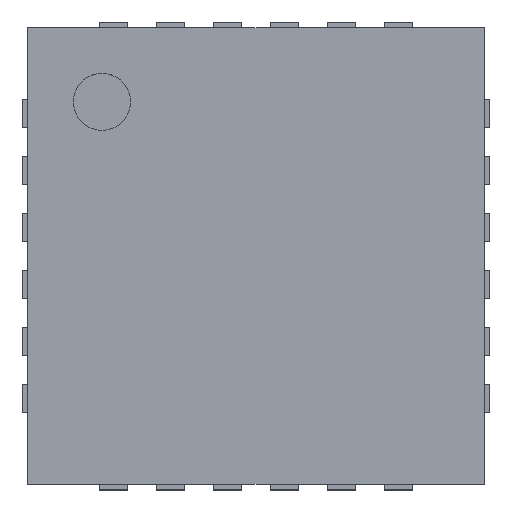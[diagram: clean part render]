
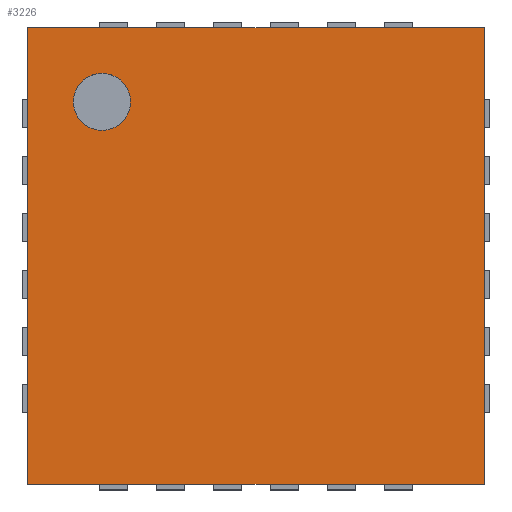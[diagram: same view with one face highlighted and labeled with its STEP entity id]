
A CAD part, top view. The second image highlights one B-rep face of the part: STEP entity #3226.
In plain terms, the highlighted planar face has unit normal (0, 0, 1).
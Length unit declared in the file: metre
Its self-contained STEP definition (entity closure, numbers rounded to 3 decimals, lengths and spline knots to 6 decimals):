
#130=LINE('',#5600,#541);
#153=LINE('',#5639,#564);
#174=LINE('',#5675,#585);
#193=LINE('',#5707,#604);
#541=VECTOR('',#4690,1.);
#564=VECTOR('',#4715,1.);
#585=VECTOR('',#4738,1.);
#604=VECTOR('',#4759,1.);
#1084=ORIENTED_EDGE('',*,*,#1974,.F.);
#1085=ORIENTED_EDGE('',*,*,#1921,.F.);
#1086=ORIENTED_EDGE('',*,*,#1898,.T.);
#1087=ORIENTED_EDGE('',*,*,#1942,.T.);
#1088=ORIENTED_EDGE('',*,*,#1961,.F.);
#1898=EDGE_CURVE('',#2358,#2357,#130,.T.);
#1921=EDGE_CURVE('',#2358,#2373,#153,.T.);
#1942=EDGE_CURVE('',#2357,#2386,#174,.T.);
#1961=EDGE_CURVE('',#2373,#2386,#193,.T.);
#1974=EDGE_CURVE('',#2407,#2407,#2582,.T.);
#2357=VERTEX_POINT('',#5599);
#2358=VERTEX_POINT('',#5601);
#2373=VERTEX_POINT('',#5640);
#2386=VERTEX_POINT('',#5674);
#2407=VERTEX_POINT('',#5730);
#2582=CIRCLE('',#4373,0.00025);
#2614=EDGE_LOOP('',(#1084));
#2615=EDGE_LOOP('',(#1085,#1086,#1087,#1088));
#2775=FACE_BOUND('',#2614,.T.);
#2776=FACE_BOUND('',#2615,.T.);
#2935=PLANE('',#4372);
#3226=ADVANCED_FACE('',(#2775,#2776),#2935,.T.);
#4372=AXIS2_PLACEMENT_3D('',#5728,#4772,#4773);
#4373=AXIS2_PLACEMENT_3D('',#5729,#4774,#4775);
#4690=DIRECTION('',(0.,-1.,0.));
#4715=DIRECTION('',(1.,0.,0.));
#4738=DIRECTION('',(1.,0.,0.));
#4759=DIRECTION('',(0.,-1.,0.));
#4772=DIRECTION('',(0.,0.,1.));
#4773=DIRECTION('',(1.,0.,0.));
#4774=DIRECTION('',(0.,0.,1.));
#4775=DIRECTION('',(1.,0.,0.));
#5599=CARTESIAN_POINT('',(-0.002,-0.002,0.0007));
#5600=CARTESIAN_POINT('',(-0.002,0.,0.0007));
#5601=CARTESIAN_POINT('',(-0.002,0.002,0.0007));
#5639=CARTESIAN_POINT('',(0.,0.002,0.0007));
#5640=CARTESIAN_POINT('',(0.002,0.002,0.0007));
#5674=CARTESIAN_POINT('',(0.002,-0.002,0.0007));
#5675=CARTESIAN_POINT('',(0.,-0.002,0.0007));
#5707=CARTESIAN_POINT('',(0.002,0.,0.0007));
#5728=CARTESIAN_POINT('',(0.,0.,0.0007));
#5729=CARTESIAN_POINT('',(-0.00135,0.00135,0.0007));
#5730=CARTESIAN_POINT('',(-0.0011,0.00135,0.0007));
